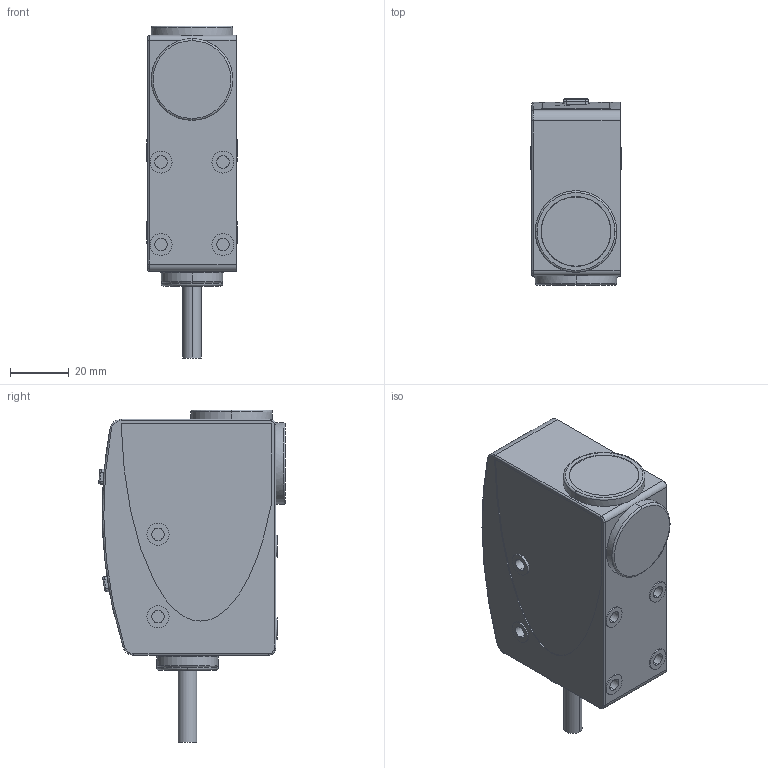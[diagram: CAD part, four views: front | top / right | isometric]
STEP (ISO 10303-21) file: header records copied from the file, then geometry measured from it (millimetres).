
FILE_DESCRIPTION((''),'2;1');
FILE_NAME('141683_SM01_ASM','2025-06-18T08:53:48',('banengservice'),('BANNER ENGINEERING'),'CREO PARAMETRIC BY PTC INC, 2022414','CREO PARAMETRIC BY PTC INC, 2022414','');
FILE_SCHEMA(('CONFIG_CONTROL_DESIGN'));
Length unit declared in the file: millimetre
Products named in the file (3): 141683_EP01; 141683_EP02; 141683_SM01_ASM
Assembly tree (2 placements, depth 2):
  141683_SM01_ASM
    141683_EP01
    141683_EP02
Bounding box: 30.8 x 63.25 x 112.67 mm (x, y, z)
Volume: 139724.7 mm3; surface area: 20848.1 mm2
Topology: 2 solids, 2 shells, 464 faces, 1183 edges, 759 vertices
Faces by surface type: plane 214, cylinder 136, bspline 56, torus 30, cone 19, sphere 8, extrusion 1
Entity records: 16840 total; most frequent: CARTESIAN_POINT 5739, ORIENTED_EDGE 2366, DIRECTION 2195, EDGE_CURVE 1183, AXIS2_PLACEMENT_3D 794, VERTEX_POINT 759, VECTOR 607, LINE 606
